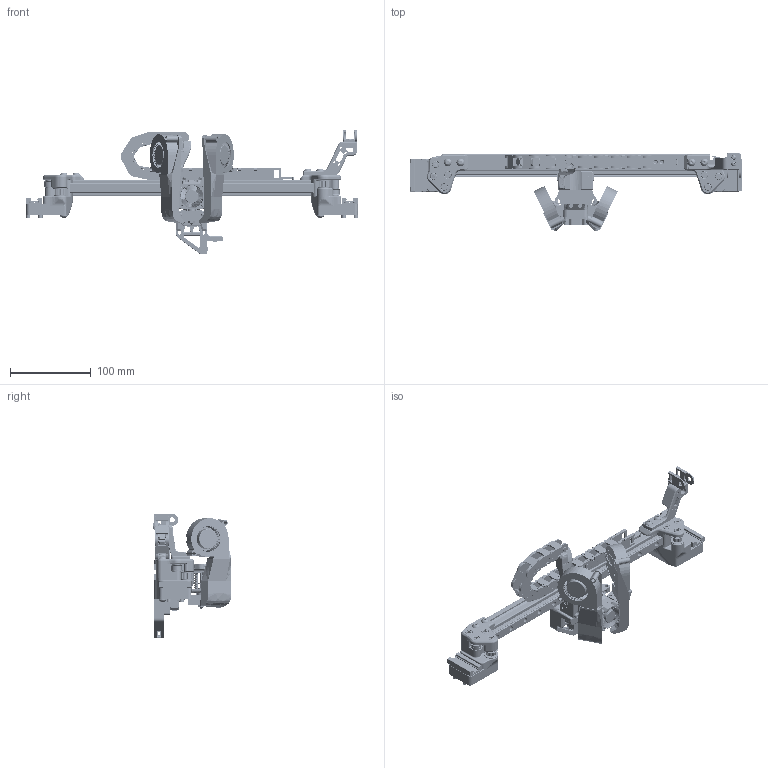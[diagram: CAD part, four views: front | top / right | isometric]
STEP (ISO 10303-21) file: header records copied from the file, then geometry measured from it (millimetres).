
FILE_DESCRIPTION(/* description */ (''),/* implementation_level */ '2;1');
FILE_NAME(/* name */ 'mantis_v1.037a.step',/* time_stamp */ '2021-07-18T05:38:08-05:00',/* author */ (''),/* organization */ (''),/* preprocessor_version */ 'ST-DEVELOPER v18.1',/* originating_system */ 'Autodesk Translation Framework v10.9.0.1377',/* authorisation */ '');
FILE_SCHEMA (('AUTOMOTIVE_DESIGN { 1 0 10303 214 3 1 1 }'));
Products named in the file (67): Mantis Dual 5015 v1.037; Cable Chain; 0; 0 (2); 0 (3); 0 (4); 0 (5); 0 (6); 0 (7); 0 (8); 0 (9); 0 (10); 0 (11); 0 (12); 0 (13); 0 (14); XY Joint - Left; MGN9H (1) (1); Idler Assembly (1); M5x10 BHCS; XY Joint - Right; XY Cable Chain Bridge - IGUS; 0 (1); M3x6 BHCS; GT2 20T Idler Gates v2; GT2 20T Idler v3 (2); M5x16 BHCS (2); M5x30 BHCS (1); M3x20 SHCS (2); M5 Hex Nut; Idler Assembly (1)_1; M5 1mm Spacer (1); F695 ZZ (1); M3x30 SHCS (1) (1); M5x40 SHCS (2); MGN9H (1) (1)_1; MGN9H - Carriage (9); MGN9H - Carriage (1) (1); MGN9H - Carriage (2) (1); MGN9H - Carriage (3) (1) ...
Assembly tree (109 placements, depth 4):
  Mantis Dual 5015 v1.037
    Cable Chain
      0
      0 (2)
      0 (3)
      0 (4)
      0 (5)
      0 (6)
      0 (7)
      0 (8)
      0 (9)
      0 (10)
      0 (11)
      0 (12)
      0 (13)
      0 (14)
    XY Joint - Left
      MGN9H (1) (1)
        MGN9H - Carriage (9)
        MGN9H - Carriage (1) (1)
        MGN9H - Carriage (2) (1)
        MGN9H - Carriage (3) (1)
        MGN9H - Carriage (4) (1)
        MGN9H - Carriage (5) (1)
        MGN9H - Carriage (6) (1)
        MGN9H - Carriage (7) (1)
        MGN9H - Carriage (8) (1)
      GT2 20T Idler Gates v2
      M3x20 SHCS (2)  x4
      M5x40 SHCS (2)  x4
      M5x30 BHCS (1)
      Idler Assembly (1)
        M5 1mm Spacer (1)  x2
        F695 ZZ (1)  x2
      GT2 20T Idler v3 (2)
      M5 Hex Nut  x3
      M5x10 BHCS  x2
    XY Joint - Right
      XY Cable Chain Bridge - IGUS
        0 (1)
        M3 Threaded Insert (1)  x2
        M3x6 BHCS  x2
      GT2 20T Idler Gates v2
      GT2 20T Idler v3 (2)
      M5 Hex Nut  x3
      M5x16 BHCS (2)  x2
      M5x30 BHCS (1)
      M5x40 SHCS (2)  x4
      M3x20 SHCS (2)  x2
      Idler Assembly (1)_1
        M5 1mm Spacer (1)  x2
        F695 ZZ (1)  x2
      M3x30 SHCS (1) (1)  x2
      MGN9H (1) (1)_1
        MGN9H - Carriage (9)
        MGN9H - Carriage (1) (1)
        MGN9H - Carriage (2) (1)
        MGN9H - Carriage (3) (1)
        MGN9H - Carriage (4) (1)
        MGN9H - Carriage (5) (1)
Bounding box: 410.5 x 97.18 x 154 mm (x, y, z)
Volume: 411875.6 mm3; surface area: 326252.1 mm2
Topology: 124 solids, 126 shells, 7212 faces, 18985 edges, 12207 vertices
Faces by surface type: plane 3652, cylinder 2236, bspline 658, cone 519, torus 93, sphere 54
Full cylindrical faces by diameter (mm): 1.288 x10, 1.35 x4, 1.8 x36, 1.85 x3, 2 x7, 2.075 x4, 2.15 x2, 2.5 x4, 2.6 x2, 2.603 x8, 2.7 x10, 2.9 x5, 3 x25, 3.2 x14, 3.25 x2, 3.4 x10, 3.5 x23, 4 x1, 4.2 x17, 4.25 x5, 4.5 x4, 4.6 x18, 4.634 x7, 4.7 x11, 5 x32, 5.12 x9, 5.4 x30, 5.5 x6, 5.7 x2, 5.8 x8
Entity records: 202053 total; most frequent: CARTESIAN_POINT 55493, ORIENTED_EDGE 30540, DIRECTION 29718, EDGE_CURVE 15270, AXIS2_PLACEMENT_3D 10323, VERTEX_POINT 9844, LINE 9072, VECTOR 9072
